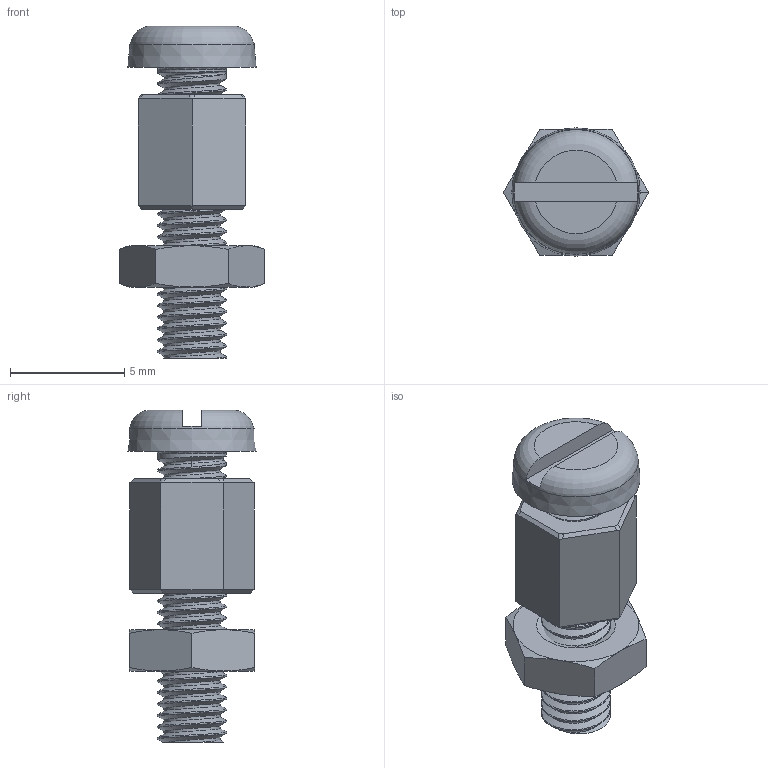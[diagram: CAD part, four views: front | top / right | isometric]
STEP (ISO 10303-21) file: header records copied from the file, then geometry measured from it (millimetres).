
FILE_DESCRIPTION(('FreeCAD Model'),'2;1');
FILE_NAME('Distance8mm-Hex5mm_plus_M3x5.step','2020-05-22T20:28:21',( 'Author'),(''),'Open CASCADE STEP processor 7.3','FreeCAD','Unknown' );
FILE_SCHEMA(('AUTOMOTIVE_DESIGN { 1 0 10303 214 1 1 1 1 }'));
Length unit declared in the file: millimetre
Products named in the file (4): Part; Hexdistance5mm_M3x6; ISO4035-M3_thin_nut; ISO1580-M3x5_screw
Assembly tree (3 placements, depth 2):
  Part
    Hexdistance5mm_M3x6
    ISO4035-M3_thin_nut
    ISO1580-M3x5_screw
Bounding box: 6.35 x 5.6 x 14.5 mm (x, y, z)
Volume: 216.1 mm3; surface area: 492.3 mm2
Topology: 3 solids, 3 shells, 194 faces, 414 edges, 225 vertices
Faces by surface type: bspline 130, plane 37, cone 17, cylinder 8, revolution 2
Full cylindrical faces by diameter (mm): 2.459 x1, 3 x1
Entity records: 11987 total; most frequent: CARTESIAN_POINT 7978, ORIENTED_EDGE 820, EDGE_CURVE 410, DIRECTION 340, B_SPLINE_CURVE_WITH_KNOTS 226, VERTEX_POINT 225, FACE_BOUND 199, EDGE_LOOP 199
